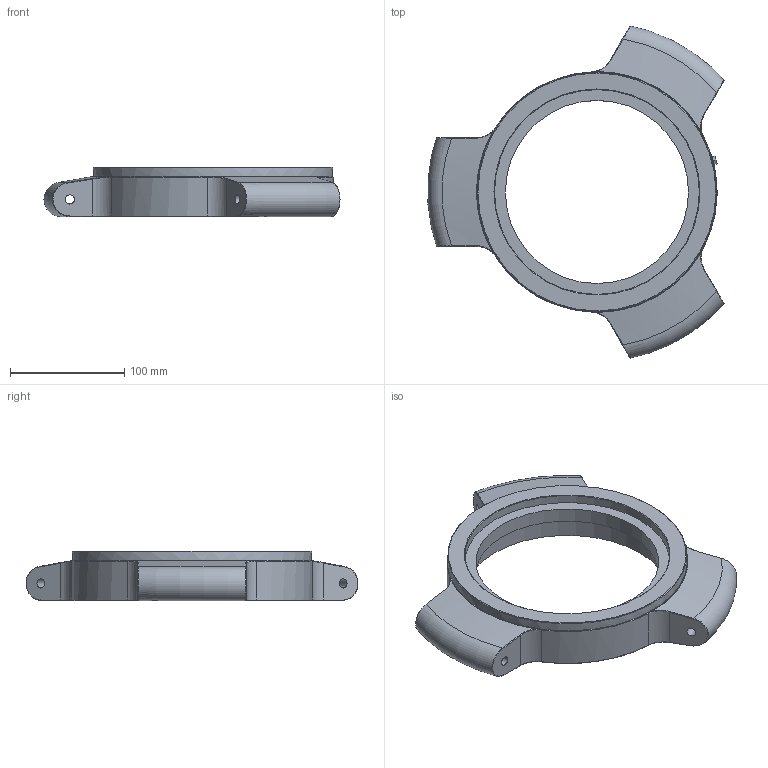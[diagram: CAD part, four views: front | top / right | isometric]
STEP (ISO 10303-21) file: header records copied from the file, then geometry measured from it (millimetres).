
FILE_DESCRIPTION(/* description */ (''),/* implementation_level */ '2;1');
FILE_NAME(/* name */ 'Werkzeugträger_MT_WST00058679_ipt_9a56939f.STEP',/* time_stamp */ '2020-11-16T16:19:50+01:00',/* author */ ('SUSTRVOJ'),/* organization */ (''),/* preprocessor_version */ 'ST-DEVELOPER v17.2',/* originating_system */ 'Autodesk Inventor 2019',/* authorisation */ '');
FILE_SCHEMA (('AUTOMOTIVE_DESIGN { 1 0 10303 214 3 1 1 }'));
Length unit declared in the file: millimetre
Products named in the file (1): Werkzeugträger_MT_WST00058679
Bounding box: 258.67 x 290.12 x 43 mm (x, y, z)
Volume: 826812.6 mm3; surface area: 124606.3 mm2
Topology: 1 solids, 16 shells, 160 faces, 352 edges, 216 vertices
Faces by surface type: plane 50, bspline 42, cylinder 40, cone 22, torus 6
Full cylindrical faces by diameter (mm): 3 x2, 3.459 x12, 4 x1, 4.917 x3, 8 x3, 160 x1, 179 x2, 186 x2, 209 x1
Entity records: 7324 total; most frequent: CARTESIAN_POINT 3995, ORIENTED_EDGE 674, DIRECTION 619, EDGE_CURVE 337, AXIS2_PLACEMENT_3D 235, VERTEX_POINT 216, EDGE_LOOP 179, FACE_OUTER_BOUND 160
